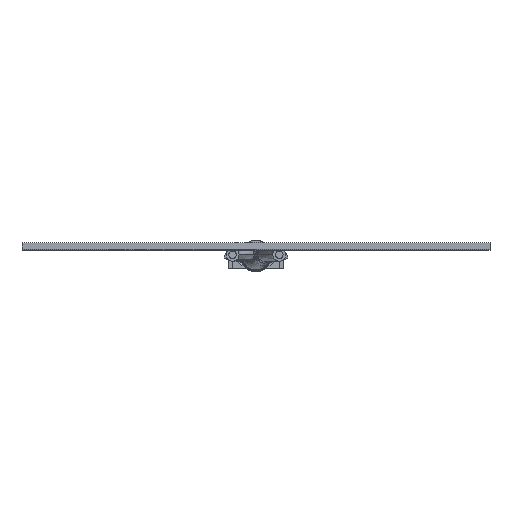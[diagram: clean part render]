
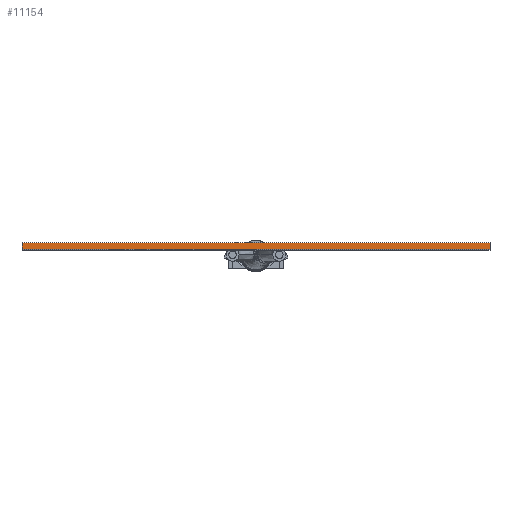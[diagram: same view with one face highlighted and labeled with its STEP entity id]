
A CAD part, top view. The second image highlights one B-rep face of the part: STEP entity #11154.
In plain terms, the highlighted planar face has unit normal (0, 0, 1).
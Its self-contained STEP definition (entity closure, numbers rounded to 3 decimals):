
#759 = CARTESIAN_POINT ( 'NONE',  ( 13.154, 0.975, 130.5 ) ) ;
#3621 = LINE ( 'NONE', #10773, #18929 ) ;
#4765 = VERTEX_POINT ( 'NONE', #13698 ) ;
#4827 = VECTOR ( 'NONE', #20867, 1000. ) ;
#5035 = EDGE_CURVE ( 'NONE', #5196, #6281, #6669, .T. ) ;
#5196 = VERTEX_POINT ( 'NONE', #21348 ) ;
#5587 = ORIENTED_EDGE ( 'NONE', *, *, #14992, .F. ) ;
#6281 = VERTEX_POINT ( 'NONE', #7337 ) ;
#6420 = CARTESIAN_POINT ( 'NONE',  ( 13.154, 0.975, 130.5 ) ) ;
#6669 = LINE ( 'NONE', #20337, #18497 ) ;
#7210 = DIRECTION ( 'NONE',  ( -1., 0., 0. ) ) ;
#7337 = CARTESIAN_POINT ( 'NONE',  ( -11.846, 0.625, 130.5 ) ) ;
#8212 = DIRECTION ( 'NONE',  ( 0., -1., 0. ) ) ;
#8285 = PLANE ( 'NONE',  #21458 ) ;
#8797 = EDGE_LOOP ( 'NONE', ( #16990, #5587, #10107, #12534 ) ) ;
#10087 = DIRECTION ( 'NONE',  ( 0., 1., 0. ) ) ;
#10107 = ORIENTED_EDGE ( 'NONE', *, *, #19834, .F. ) ;
#10732 = DIRECTION ( 'NONE',  ( 0., -1., 0. ) ) ;
#10773 = CARTESIAN_POINT ( 'NONE',  ( 13.154, 0.975, 130.5 ) ) ;
#10847 = EDGE_CURVE ( 'NONE', #4765, #5196, #3621, .T. ) ;
#10983 = CARTESIAN_POINT ( 'NONE',  ( 13.154, 0.625, 130.5 ) ) ;
#11154 = ADVANCED_FACE ( 'NONE', ( #11893 ), #8285, .T. ) ;
#11893 = FACE_OUTER_BOUND ( 'NONE', #8797, .T. ) ;
#12235 = LINE ( 'NONE', #10983, #4827 ) ;
#12534 = ORIENTED_EDGE ( 'NONE', *, *, #10847, .T. ) ;
#13335 = DIRECTION ( 'NONE',  ( 0., 0., 1. ) ) ;
#13698 = CARTESIAN_POINT ( 'NONE',  ( 13.154, 0.975, 130.5 ) ) ;
#14992 = EDGE_CURVE ( 'NONE', #21238, #6281, #12235, .T. ) ;
#15538 = CARTESIAN_POINT ( 'NONE',  ( 13.154, 0.625, 130.5 ) ) ;
#16110 = LINE ( 'NONE', #759, #20151 ) ;
#16990 = ORIENTED_EDGE ( 'NONE', *, *, #5035, .T. ) ;
#18497 = VECTOR ( 'NONE', #8212, 1000. ) ;
#18929 = VECTOR ( 'NONE', #7210, 1000. ) ;
#19834 = EDGE_CURVE ( 'NONE', #4765, #21238, #16110, .T. ) ;
#20151 = VECTOR ( 'NONE', #10732, 1000. ) ;
#20337 = CARTESIAN_POINT ( 'NONE',  ( -11.846, 0.975, 130.5 ) ) ;
#20867 = DIRECTION ( 'NONE',  ( -1., 0., 0. ) ) ;
#21238 = VERTEX_POINT ( 'NONE', #15538 ) ;
#21348 = CARTESIAN_POINT ( 'NONE',  ( -11.846, 0.975, 130.5 ) ) ;
#21458 = AXIS2_PLACEMENT_3D ( 'NONE', #6420, #13335, #10087 ) ;
